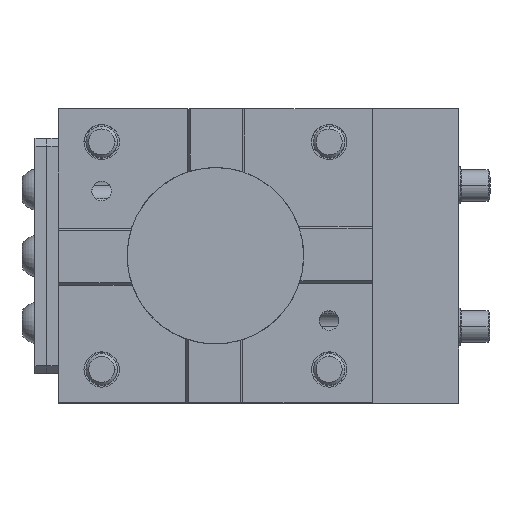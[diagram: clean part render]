
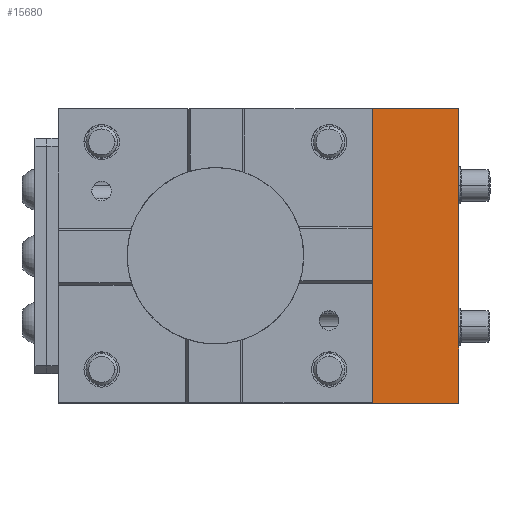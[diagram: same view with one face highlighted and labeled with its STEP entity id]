
A CAD part, top view. The second image highlights one B-rep face of the part: STEP entity #15680.
In plain terms, the highlighted planar face has unit normal (0, 0, 1).
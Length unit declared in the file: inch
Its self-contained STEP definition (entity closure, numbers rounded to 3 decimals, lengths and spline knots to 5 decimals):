
#485 = CARTESIAN_POINT ( 'NONE',  ( 1.5748, -1.47638, -0.98425 ) ) ;
#503 = LINE ( 'NONE', #11081, #2527 ) ;
#576 = LINE ( 'NONE', #485, #4720 ) ;
#1096 = CARTESIAN_POINT ( 'NONE',  ( 1.5748, -1.47638, -0.98425 ) ) ;
#1133 = PLANE ( 'NONE',  #17192 ) ;
#1886 = ORIENTED_EDGE ( 'NONE', *, *, #10763, .T. ) ;
#2328 = VERTEX_POINT ( 'NONE', #15237 ) ;
#2404 = LINE ( 'NONE', #17030, #9395 ) ;
#2527 = VECTOR ( 'NONE', #8388, 39.37008 ) ;
#2712 = DIRECTION ( 'NONE',  ( 1., 0., 0. ) ) ;
#4193 = DIRECTION ( 'NONE',  ( 0., -1., 0. ) ) ;
#4720 = VECTOR ( 'NONE', #6329, 39.37008 ) ;
#4852 = VERTEX_POINT ( 'NONE', #1096 ) ;
#5780 = CARTESIAN_POINT ( 'NONE',  ( 1.5748, 1.47638, -0.98425 ) ) ;
#6329 = DIRECTION ( 'NONE',  ( 1., 0., 0. ) ) ;
#8388 = DIRECTION ( 'NONE',  ( 0., -1., 0. ) ) ;
#8459 = CARTESIAN_POINT ( 'NONE',  ( 2.44094, -1.47638, -0.98425 ) ) ;
#8522 = VECTOR ( 'NONE', #4193, 39.37008 ) ;
#9395 = VECTOR ( 'NONE', #16412, 39.37008 ) ;
#10185 = ORIENTED_EDGE ( 'NONE', *, *, #12286, .F. ) ;
#10249 = EDGE_LOOP ( 'NONE', ( #1886, #10966, #10185, #14424 ) ) ;
#10763 = EDGE_CURVE ( 'NONE', #11042, #4852, #503, .T. ) ;
#10966 = ORIENTED_EDGE ( 'NONE', *, *, #13303, .T. ) ;
#11042 = VERTEX_POINT ( 'NONE', #5780 ) ;
#11081 = CARTESIAN_POINT ( 'NONE',  ( 1.5748, -1.47638, -0.98425 ) ) ;
#11250 = CARTESIAN_POINT ( 'NONE',  ( 1.5748, -1.47638, -0.98425 ) ) ;
#11787 = VERTEX_POINT ( 'NONE', #13229 ) ;
#12286 = EDGE_CURVE ( 'NONE', #11787, #2328, #14482, .T. ) ;
#12530 = EDGE_CURVE ( 'NONE', #11042, #11787, #2404, .T. ) ;
#13229 = CARTESIAN_POINT ( 'NONE',  ( 2.44094, 1.47638, -0.98425 ) ) ;
#13303 = EDGE_CURVE ( 'NONE', #4852, #2328, #576, .T. ) ;
#14424 = ORIENTED_EDGE ( 'NONE', *, *, #12530, .F. ) ;
#14482 = LINE ( 'NONE', #8459, #8522 ) ;
#15237 = CARTESIAN_POINT ( 'NONE',  ( 2.44094, -1.47638, -0.98425 ) ) ;
#15429 = FACE_OUTER_BOUND ( 'NONE', #10249, .T. ) ;
#15680 = ADVANCED_FACE ( 'NONE', ( #15429 ), #1133, .T. ) ;
#16412 = DIRECTION ( 'NONE',  ( 1., 0., 0. ) ) ;
#16626 = DIRECTION ( 'NONE',  ( 0., 0., 1. ) ) ;
#17030 = CARTESIAN_POINT ( 'NONE',  ( 0., 1.47638, -0.98425 ) ) ;
#17192 = AXIS2_PLACEMENT_3D ( 'NONE', #11250, #16626, #2712 ) ;
